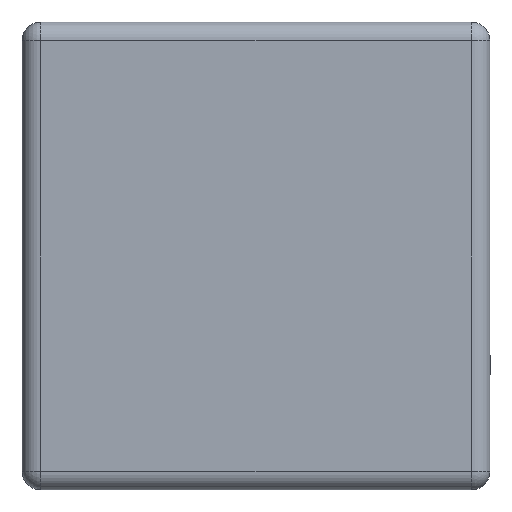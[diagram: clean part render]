
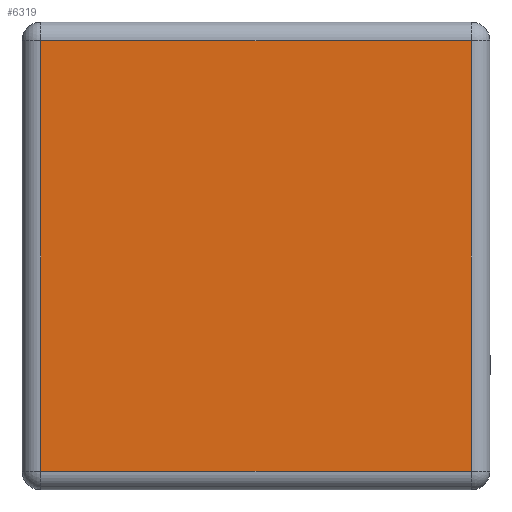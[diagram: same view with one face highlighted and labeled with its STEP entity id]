
A CAD part, left-side view. The second image highlights one B-rep face of the part: STEP entity #6319.
In plain terms, the highlighted planar face has unit normal (-1, 0, 0).
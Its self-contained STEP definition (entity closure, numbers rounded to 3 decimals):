
#518=FACE_OUTER_BOUND('',#896,.T.);
#896=EDGE_LOOP('',(#4552,#4553,#4554,#4555));
#1406=LINE('',#9734,#2026);
#1407=LINE('',#9736,#2027);
#1408=LINE('',#9738,#2028);
#1409=LINE('',#9739,#2029);
#2026=VECTOR('',#7608,1.);
#2027=VECTOR('',#7609,1.);
#2028=VECTOR('',#7610,1.);
#2029=VECTOR('',#7611,1.);
#2830=VERTEX_POINT('',#9732);
#2831=VERTEX_POINT('',#9733);
#2832=VERTEX_POINT('',#9735);
#2833=VERTEX_POINT('',#9737);
#3502=EDGE_CURVE('',#2830,#2831,#1406,.T.);
#3503=EDGE_CURVE('',#2831,#2832,#1407,.T.);
#3504=EDGE_CURVE('',#2832,#2833,#1408,.T.);
#3505=EDGE_CURVE('',#2833,#2830,#1409,.T.);
#4552=ORIENTED_EDGE('',*,*,#3502,.T.);
#4553=ORIENTED_EDGE('',*,*,#3503,.T.);
#4554=ORIENTED_EDGE('',*,*,#3504,.T.);
#4555=ORIENTED_EDGE('',*,*,#3505,.T.);
#6001=PLANE('',#6804);
#6319=ADVANCED_FACE('',(#518),#6001,.T.);
#6804=AXIS2_PLACEMENT_3D('',#9731,#7606,#7607);
#7606=DIRECTION('center_axis',(-1.,0.,0.));
#7607=DIRECTION('ref_axis',(0.,0.,-1.));
#7608=DIRECTION('',(0.,1.,0.));
#7609=DIRECTION('',(0.,0.,-1.));
#7610=DIRECTION('',(0.,-1.,0.));
#7611=DIRECTION('',(0.,0.,1.));
#9731=CARTESIAN_POINT('Origin',(-0.5,0.,0.25));
#9732=CARTESIAN_POINT('',(-0.5,-0.23,0.48));
#9733=CARTESIAN_POINT('',(-0.5,0.23,0.48));
#9734=CARTESIAN_POINT('',(-0.5,0.25,0.48));
#9735=CARTESIAN_POINT('',(-0.5,0.23,0.02));
#9736=CARTESIAN_POINT('',(-0.5,0.23,0.));
#9737=CARTESIAN_POINT('',(-0.5,-0.23,0.02));
#9738=CARTESIAN_POINT('',(-0.5,-0.25,0.02));
#9739=CARTESIAN_POINT('',(-0.5,-0.23,0.5));
